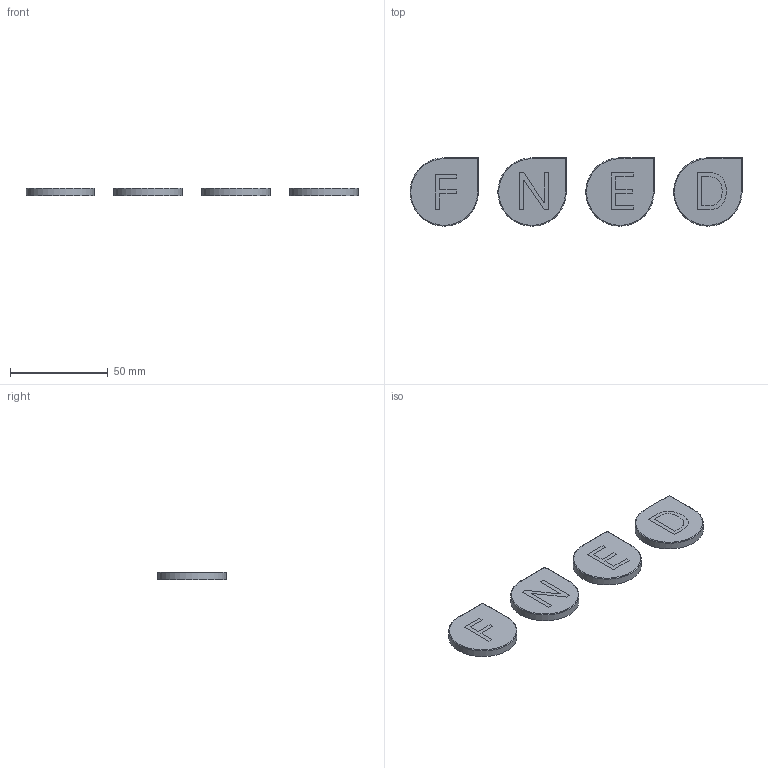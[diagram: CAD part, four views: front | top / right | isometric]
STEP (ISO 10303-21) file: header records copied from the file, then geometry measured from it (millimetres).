
FILE_DESCRIPTION(('HOOPS Exchange Step'),'2;1');
FILE_NAME('PUCES_LANGUES_DINOS2.stp','2024-06-26T15:17:01+02:00',('cdesmedt'),('Unknown organisation'),'HOOPS Exchange 2024.2','HOOPS Exchange','Unknown authorisation');
FILE_SCHEMA( ('AP203_CONFIGURATION_CONTROLLED_3D_DESIGN_OF_MECHANICAL_PARTS_AND_ASSEMBLIES_MIM_LF') );
Length unit declared in the file: millimetre
Products named in the file (1): 0
Bounding box: 170 x 35 x 4 mm (x, y, z)
Volume: 14450.5 mm3; surface area: 10295.1 mm2
Topology: 4 solids, 4 shells, 73 faces, 192 edges, 136 vertices
Faces by surface type: plane 57, cylinder 12, torus 4
Entity records: 2276 total; most frequent: CARTESIAN_POINT 426, ORIENTED_EDGE 384, DIRECTION 352, EDGE_CURVE 192, VECTOR 156, LINE 156, VERTEX_POINT 136, AXIS2_PLACEMENT_3D 98
